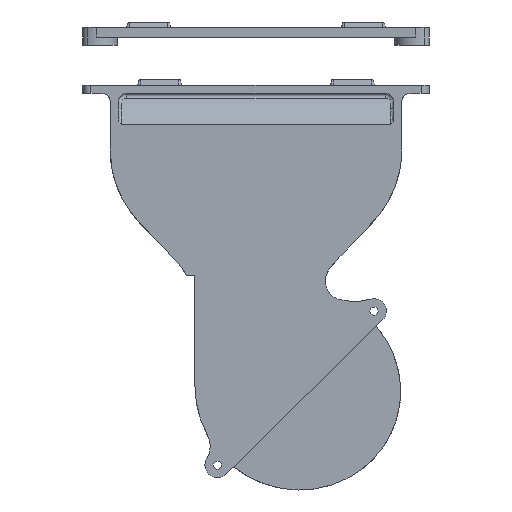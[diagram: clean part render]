
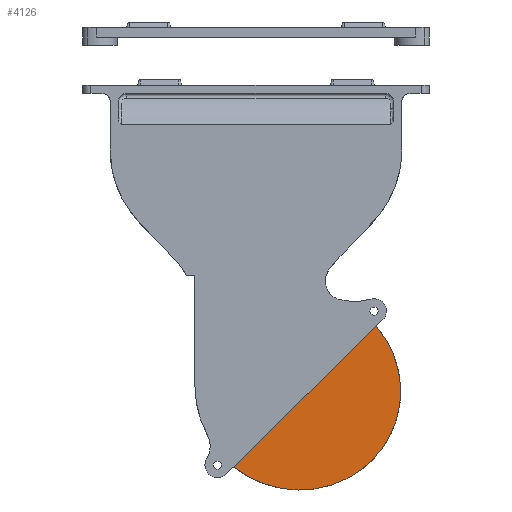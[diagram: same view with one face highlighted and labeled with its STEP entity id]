
A CAD part, front view. The second image highlights one B-rep face of the part: STEP entity #4126.
In plain terms, the highlighted face is planar.
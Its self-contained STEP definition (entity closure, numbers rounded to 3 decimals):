
#192=FACE_BOUND('',#1332,.T.);
#193=FACE_BOUND('',#1333,.T.);
#230=PLANE('',#4410);
#354=LINE('',#6025,#689);
#355=LINE('',#6027,#690);
#356=LINE('',#6033,#691);
#357=LINE('',#6036,#692);
#358=LINE('',#6043,#693);
#359=LINE('',#6045,#694);
#689=VECTOR('',#4876,1000.);
#690=VECTOR('',#4877,1000.);
#691=VECTOR('',#4882,1000.);
#692=VECTOR('',#4885,1000.);
#693=VECTOR('',#4892,1000.);
#694=VECTOR('',#4893,1000.);
#1088=FACE_OUTER_BOUND('',#1331,.T.);
#1331=EDGE_LOOP('',(#2880,#2881,#2882,#2883,#2884,#2885,#2886,#2887,#2888,
#2889,#2890,#2891,#2892,#2893,#2894,#2895,#2896));
#1332=EDGE_LOOP('',(#2897));
#1333=EDGE_LOOP('',(#2898));
#1610=CIRCLE('',#4392,2.15);
#1612=CIRCLE('',#4395,2.15);
#1614=CIRCLE('',#4398,2.);
#1616=CIRCLE('',#4401,3.7);
#1623=CIRCLE('',#4411,8.853);
#1624=CIRCLE('',#4412,38.087);
#1625=CIRCLE('',#4413,2.);
#1626=CIRCLE('',#4414,3.7);
#1627=CIRCLE('',#4415,38.087);
#1628=CIRCLE('',#4416,35.678);
#1629=CIRCLE('',#4417,2.);
#1630=CIRCLE('',#4418,2.);
#1631=CIRCLE('',#4419,35.678);
#1794=VERTEX_POINT('',#5973);
#1796=VERTEX_POINT('',#5979);
#1799=VERTEX_POINT('',#5986);
#1800=VERTEX_POINT('',#5988);
#1803=VERTEX_POINT('',#5995);
#1804=VERTEX_POINT('',#5997);
#1813=VERTEX_POINT('',#6021);
#1814=VERTEX_POINT('',#6022);
#1815=VERTEX_POINT('',#6024);
#1816=VERTEX_POINT('',#6026);
#1817=VERTEX_POINT('',#6028);
#1818=VERTEX_POINT('',#6030);
#1819=VERTEX_POINT('',#6032);
#1820=VERTEX_POINT('',#6034);
#1821=VERTEX_POINT('',#6037);
#1822=VERTEX_POINT('',#6039);
#1823=VERTEX_POINT('',#6041);
#1824=VERTEX_POINT('',#6044);
#1825=VERTEX_POINT('',#6046);
#2209=EDGE_CURVE('',#1794,#1794,#1610,.T.);
#2212=EDGE_CURVE('',#1796,#1796,#1612,.T.);
#2215=EDGE_CURVE('',#1799,#1800,#1614,.T.);
#2219=EDGE_CURVE('',#1803,#1804,#1616,.T.);
#2231=EDGE_CURVE('',#1813,#1814,#1623,.T.);
#2232=EDGE_CURVE('',#1815,#1813,#354,.T.);
#2233=EDGE_CURVE('',#1816,#1815,#355,.T.);
#2234=EDGE_CURVE('',#1817,#1816,#1624,.T.);
#2235=EDGE_CURVE('',#1818,#1817,#1625,.T.);
#2236=EDGE_CURVE('',#1819,#1818,#356,.T.);
#2237=EDGE_CURVE('',#1820,#1819,#1626,.T.);
#2238=EDGE_CURVE('',#1800,#1820,#357,.T.);
#2239=EDGE_CURVE('',#1821,#1799,#1627,.T.);
#2240=EDGE_CURVE('',#1822,#1821,#1628,.T.);
#2241=EDGE_CURVE('',#1823,#1822,#1629,.T.);
#2242=EDGE_CURVE('',#1804,#1823,#358,.T.);
#2243=EDGE_CURVE('',#1824,#1803,#359,.T.);
#2244=EDGE_CURVE('',#1825,#1824,#1630,.T.);
#2245=EDGE_CURVE('',#1814,#1825,#1631,.T.);
#2880=ORIENTED_EDGE('',*,*,#2231,.F.);
#2881=ORIENTED_EDGE('',*,*,#2232,.F.);
#2882=ORIENTED_EDGE('',*,*,#2233,.F.);
#2883=ORIENTED_EDGE('',*,*,#2234,.F.);
#2884=ORIENTED_EDGE('',*,*,#2235,.F.);
#2885=ORIENTED_EDGE('',*,*,#2236,.F.);
#2886=ORIENTED_EDGE('',*,*,#2237,.F.);
#2887=ORIENTED_EDGE('',*,*,#2238,.F.);
#2888=ORIENTED_EDGE('',*,*,#2215,.F.);
#2889=ORIENTED_EDGE('',*,*,#2239,.F.);
#2890=ORIENTED_EDGE('',*,*,#2240,.F.);
#2891=ORIENTED_EDGE('',*,*,#2241,.F.);
#2892=ORIENTED_EDGE('',*,*,#2242,.F.);
#2893=ORIENTED_EDGE('',*,*,#2219,.F.);
#2894=ORIENTED_EDGE('',*,*,#2243,.F.);
#2895=ORIENTED_EDGE('',*,*,#2244,.F.);
#2896=ORIENTED_EDGE('',*,*,#2245,.F.);
#2897=ORIENTED_EDGE('',*,*,#2212,.T.);
#2898=ORIENTED_EDGE('',*,*,#2209,.T.);
#4126=ADVANCED_FACE('',(#1088,#192,#193),#230,.F.);
#4392=AXIS2_PLACEMENT_3D('',#5975,#4827,#4828);
#4395=AXIS2_PLACEMENT_3D('',#5981,#4834,#4835);
#4398=AXIS2_PLACEMENT_3D('',#5989,#4841,#4842);
#4401=AXIS2_PLACEMENT_3D('',#5998,#4849,#4850);
#4410=AXIS2_PLACEMENT_3D('',#6020,#4872,#4873);
#4411=AXIS2_PLACEMENT_3D('',#6023,#4874,#4875);
#4412=AXIS2_PLACEMENT_3D('',#6029,#4878,#4879);
#4413=AXIS2_PLACEMENT_3D('',#6031,#4880,#4881);
#4414=AXIS2_PLACEMENT_3D('',#6035,#4883,#4884);
#4415=AXIS2_PLACEMENT_3D('',#6038,#4886,#4887);
#4416=AXIS2_PLACEMENT_3D('',#6040,#4888,#4889);
#4417=AXIS2_PLACEMENT_3D('',#6042,#4890,#4891);
#4418=AXIS2_PLACEMENT_3D('',#6047,#4894,#4895);
#4419=AXIS2_PLACEMENT_3D('',#6048,#4896,#4897);
#4827=DIRECTION('center_axis',(0.,0.,
1.));
#4828=DIRECTION('ref_axis',(-0.017,-1.,0.));
#4834=DIRECTION('center_axis',(0.,0.,
1.));
#4835=DIRECTION('ref_axis',(-0.017,-1.,0.));
#4841=DIRECTION('center_axis',(0.,0.,
-1.));
#4842=DIRECTION('ref_axis',(-0.017,-1.,0.));
#4849=DIRECTION('center_axis',(0.,0.,
1.));
#4850=DIRECTION('ref_axis',(0.017,1.,0.));
#4872=DIRECTION('center_axis',(0.,0.,
1.));
#4873=DIRECTION('ref_axis',(-0.017,-1.,0.));
#4874=DIRECTION('center_axis',(0.,0.,
-1.));
#4875=DIRECTION('ref_axis',(-0.017,-1.,0.));
#4876=DIRECTION('',(-1.,0.,0.));
#4877=DIRECTION('',(0.,1.,0.));
#4878=DIRECTION('center_axis',(0.,0.,
1.));
#4879=DIRECTION('ref_axis',(0.017,1.,0.));
#4880=DIRECTION('center_axis',(0.,0.,
-1.));
#4881=DIRECTION('ref_axis',(0.017,1.,0.));
#4882=DIRECTION('',(-0.713,0.701,0.));
#4883=DIRECTION('center_axis',(0.,0.,
1.));
#4884=DIRECTION('ref_axis',(0.017,1.,0.));
#4885=DIRECTION('',(0.713,-0.701,0.));
#4886=DIRECTION('center_axis',(0.,0.,
1.));
#4887=DIRECTION('ref_axis',(0.017,1.,0.));
#4888=DIRECTION('center_axis',(0.,0.,
1.));
#4889=DIRECTION('ref_axis',(0.017,1.,0.));
#4890=DIRECTION('center_axis',(0.,0.,
-1.));
#4891=DIRECTION('ref_axis',(0.017,1.,0.));
#4892=DIRECTION('',(0.713,-0.701,0.));
#4893=DIRECTION('',(-0.713,0.701,0.));
#4894=DIRECTION('center_axis',(0.,0.,
-1.));
#4895=DIRECTION('ref_axis',(-0.017,-1.,0.));
#4896=DIRECTION('center_axis',(0.,0.,
1.));
#4897=DIRECTION('ref_axis',(0.017,1.,0.));
#5973=CARTESIAN_POINT('',(27.118,-158.413,-17.6));
#5975=CARTESIAN_POINT('Origin',(27.155,-156.263,-17.6));
#5979=CARTESIAN_POINT('',(-29.94,-102.339,-17.6));
#5981=CARTESIAN_POINT('Origin',(-29.903,-100.189,-17.6));
#5986=CARTESIAN_POINT('',(20.506,-157.34,-17.6));
#5988=CARTESIAN_POINT('',(23.131,-157.496,-17.6));
#5989=CARTESIAN_POINT('Origin',(21.729,-158.923,-17.6));
#5995=CARTESIAN_POINT('',(-27.309,-97.55,-17.6));
#5997=CARTESIAN_POINT('',(-32.496,-102.828,-17.6));
#5998=CARTESIAN_POINT('Origin',(-29.903,-100.189,-17.6));
#6020=CARTESIAN_POINT('Origin',(-18.496,-87.289,-17.6));
#6021=CARTESIAN_POINT('',(-9.643,-87.2,-17.6));
#6022=CARTESIAN_POINT('',(-15.59,-95.652,-17.6));
#6023=CARTESIAN_POINT('Origin',(-18.496,-87.289,-17.6));
#6024=CARTESIAN_POINT('',(35.3,-87.2,-17.6));
#6025=CARTESIAN_POINT('',(-9.643,-87.2,-17.6));
#6026=CARTESIAN_POINT('',(35.3,-127.206,-17.6));
#6027=CARTESIAN_POINT('',(35.3,-87.2,-17.6));
#6028=CARTESIAN_POINT('',(28.047,-149.565,-17.6));
#6029=CARTESIAN_POINT('Origin',(-2.787,-127.206,-17.6));
#6030=CARTESIAN_POINT('',(28.264,-152.165,-17.6));
#6031=CARTESIAN_POINT('Origin',(29.666,-150.739,-17.6));
#6032=CARTESIAN_POINT('',(29.749,-153.625,-17.6));
#6033=CARTESIAN_POINT('',(29.749,-153.625,-17.6));
#6034=CARTESIAN_POINT('',(24.562,-158.902,-17.6));
#6035=CARTESIAN_POINT('Origin',(27.155,-156.263,-17.6));
#6036=CARTESIAN_POINT('',(24.562,-158.902,-17.6));
#6037=CARTESIAN_POINT('',(-20.052,-161.156,-17.6));
#6038=CARTESIAN_POINT('Origin',(-2.787,-127.206,-17.6));
#6039=CARTESIAN_POINT('',(-31.322,-106.553,-17.6));
#6040=CARTESIAN_POINT('Origin',(-3.879,-129.353,-17.6));
#6041=CARTESIAN_POINT('',(-31.458,-103.848,-17.6));
#6042=CARTESIAN_POINT('Origin',(-32.86,-105.275,-17.6));
#6043=CARTESIAN_POINT('',(-32.496,-102.828,-17.6));
#6044=CARTESIAN_POINT('',(-25.711,-99.121,-17.6));
#6045=CARTESIAN_POINT('',(-27.309,-97.55,-17.6));
#6046=CARTESIAN_POINT('',(-23.225,-99.375,-17.6));
#6047=CARTESIAN_POINT('Origin',(-24.309,-97.694,-17.6));
#6048=CARTESIAN_POINT('Origin',(-3.879,-129.353,-17.6));
